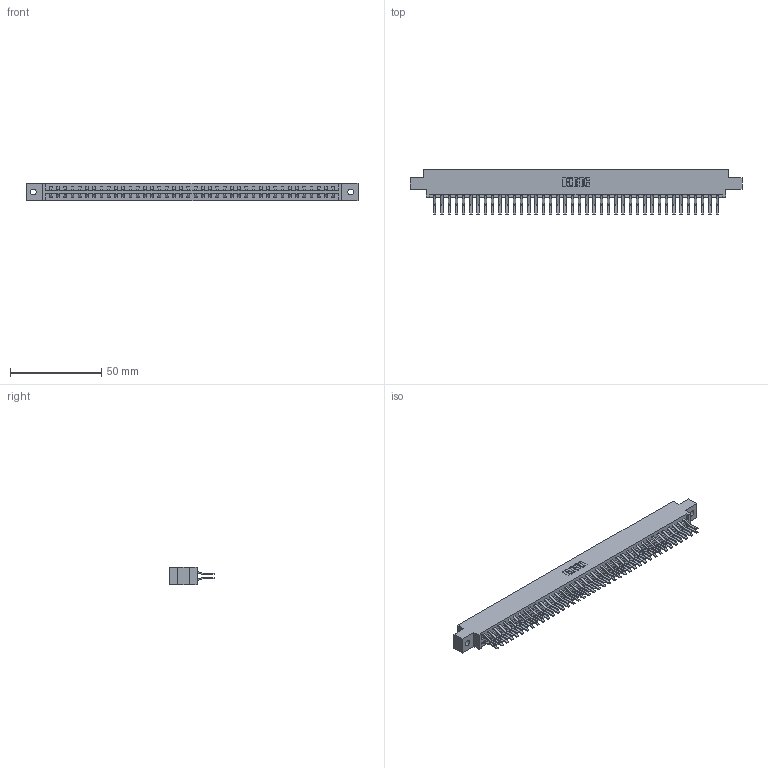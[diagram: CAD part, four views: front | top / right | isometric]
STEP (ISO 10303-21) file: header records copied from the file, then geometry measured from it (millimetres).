
FILE_DESCRIPTION (( 'STEP AP203' ), '1' );
FILE_NAME ('337-080-560-802.STEP', '2018-08-12T19:14:01', ( '' ), ( '' ), 'SwSTEP 2.0', 'SolidWorks 2016', '' );
FILE_SCHEMA (( 'CONFIG_CONTROL_DESIGN' ));
Length unit declared in the file: inch
Products named in the file (3): 337 Part_0.170 Offset - 0.128 Dia; 345-292-001_560 Tail; 337-080-560-802
Assembly tree (81 placements, depth 2):
  337-080-560-802
    337 Part_0.170 Offset - 0.128 Dia
    345-292-001_560 Tail  x80
Bounding box: 181.51 x 24.78 x 9.4 mm (x, y, z)
Volume: 19472.4 mm3; surface area: 23346.9 mm2
Topology: 81 solids, 81 shells, 4598 faces, 13683 edges, 9014 vertices
Faces by surface type: plane 3114, cylinder 1484
Entity records: 31495 total; most frequent: CARTESIAN_POINT 5310, ORIENTED_EDGE 5246, DIRECTION 4523, EDGE_CURVE 2623, LINE 2491, VECTOR 2491, VERTEX_POINT 1746, AXIS2_PLACEMENT_3D 1016
